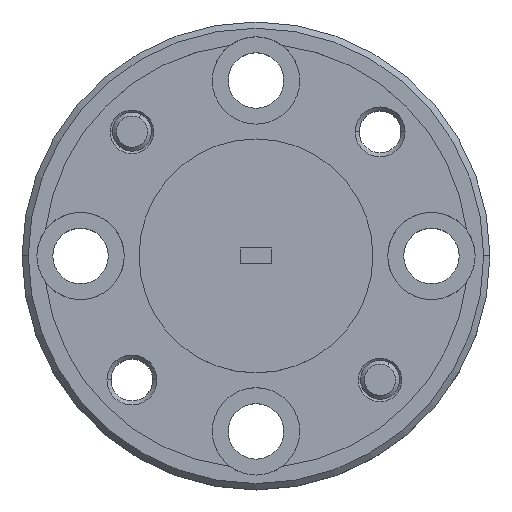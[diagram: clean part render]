
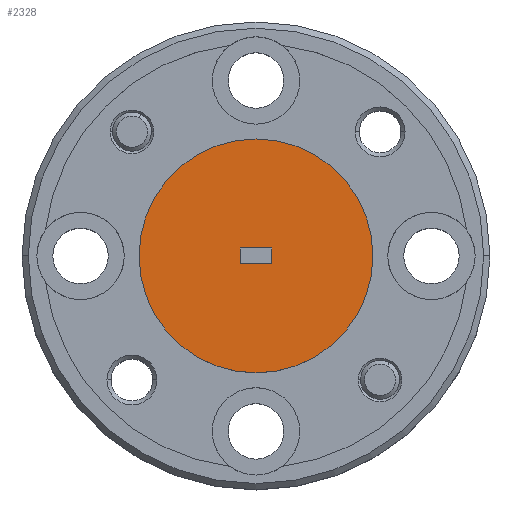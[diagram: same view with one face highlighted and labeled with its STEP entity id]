
A CAD part, top view. The second image highlights one B-rep face of the part: STEP entity #2328.
In plain terms, the highlighted planar face has unit normal (0, 0, 1).
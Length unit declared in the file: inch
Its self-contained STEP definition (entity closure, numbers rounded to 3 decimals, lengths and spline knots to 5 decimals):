
#63 = LINE ( 'NONE', #868, #1667 ) ;
#91 = VECTOR ( 'NONE', #1003, 39.37008 ) ;
#115 = ORIENTED_EDGE ( 'NONE', *, *, #2151, .F. ) ;
#117 = LINE ( 'NONE', #1346, #1025 ) ;
#185 = CIRCLE ( 'NONE', #516, 0.1875 ) ;
#336 = CARTESIAN_POINT ( 'NONE',  ( -2.64925, 0.06624, 1.95192 ) ) ;
#359 = ORIENTED_EDGE ( 'NONE', *, *, #738, .F. ) ;
#399 = CARTESIAN_POINT ( 'NONE',  ( -2.83675, 0.06624, 1.95192 ) ) ;
#406 = EDGE_CURVE ( 'NONE', #1309, #1732, #185, .T. ) ;
#468 = VERTEX_POINT ( 'NONE', #2134 ) ;
#516 = AXIS2_PLACEMENT_3D ( 'NONE', #1661, #1465, #2066 ) ;
#579 = LINE ( 'NONE', #1397, #91 ) ;
#627 = DIRECTION ( 'NONE',  ( 1., 0., 0. ) ) ;
#658 = CARTESIAN_POINT ( 'NONE',  ( -2.81125, 0.05349, 1.95192 ) ) ;
#738 = EDGE_CURVE ( 'NONE', #999, #2569, #63, .T. ) ;
#749 = CARTESIAN_POINT ( 'NONE',  ( -3.02425, 0.06624, 1.95192 ) ) ;
#755 = LINE ( 'NONE', #1567, #2209 ) ;
#868 = CARTESIAN_POINT ( 'NONE',  ( -2.86225, 0.07899, 1.95192 ) ) ;
#892 = EDGE_CURVE ( 'NONE', #1732, #1309, #1796, .T. ) ;
#949 = AXIS2_PLACEMENT_3D ( 'NONE', #2062, #2486, #627 ) ;
#999 = VERTEX_POINT ( 'NONE', #2004 ) ;
#1003 = DIRECTION ( 'NONE',  ( 0., -1., 0. ) ) ;
#1025 = VECTOR ( 'NONE', #1743, 39.37008 ) ;
#1032 = EDGE_CURVE ( 'NONE', #2569, #468, #579, .T. ) ;
#1078 = AXIS2_PLACEMENT_3D ( 'NONE', #399, #1199, #1816 ) ;
#1131 = ORIENTED_EDGE ( 'NONE', *, *, #406, .T. ) ;
#1199 = DIRECTION ( 'NONE',  ( 0., 0., 1. ) ) ;
#1207 = EDGE_CURVE ( 'NONE', #468, #2033, #117, .T. ) ;
#1309 = VERTEX_POINT ( 'NONE', #749 ) ;
#1346 = CARTESIAN_POINT ( 'NONE',  ( -2.86225, 0.05349, 1.95192 ) ) ;
#1397 = CARTESIAN_POINT ( 'NONE',  ( -2.86225, 0.07899, 1.95192 ) ) ;
#1437 = EDGE_LOOP ( 'NONE', ( #115, #1642, #1610, #359 ) ) ;
#1465 = DIRECTION ( 'NONE',  ( 0., 0., 1. ) ) ;
#1498 = FACE_OUTER_BOUND ( 'NONE', #2268, .T. ) ;
#1567 = CARTESIAN_POINT ( 'NONE',  ( -2.81125, 0.07899, 1.95192 ) ) ;
#1610 = ORIENTED_EDGE ( 'NONE', *, *, #1032, .F. ) ;
#1642 = ORIENTED_EDGE ( 'NONE', *, *, #1207, .F. ) ;
#1661 = CARTESIAN_POINT ( 'NONE',  ( -2.83675, 0.06624, 1.95192 ) ) ;
#1667 = VECTOR ( 'NONE', #1673, 39.37008 ) ;
#1673 = DIRECTION ( 'NONE',  ( -1., 0., 0. ) ) ;
#1732 = VERTEX_POINT ( 'NONE', #336 ) ;
#1743 = DIRECTION ( 'NONE',  ( 1., 0., 0. ) ) ;
#1763 = CARTESIAN_POINT ( 'NONE',  ( -2.86225, 0.07899, 1.95192 ) ) ;
#1796 = CIRCLE ( 'NONE', #1078, 0.1875 ) ;
#1816 = DIRECTION ( 'NONE',  ( 1., 0., 0. ) ) ;
#2004 = CARTESIAN_POINT ( 'NONE',  ( -2.81125, 0.07899, 1.95192 ) ) ;
#2033 = VERTEX_POINT ( 'NONE', #658 ) ;
#2053 = PLANE ( 'NONE',  #949 ) ;
#2062 = CARTESIAN_POINT ( 'NONE',  ( -2.83675, 0.06624, 1.95192 ) ) ;
#2066 = DIRECTION ( 'NONE',  ( 1., 0., 0. ) ) ;
#2134 = CARTESIAN_POINT ( 'NONE',  ( -2.86225, 0.05349, 1.95192 ) ) ;
#2151 = EDGE_CURVE ( 'NONE', #2033, #999, #755, .T. ) ;
#2209 = VECTOR ( 'NONE', #2542, 39.37008 ) ;
#2268 = EDGE_LOOP ( 'NONE', ( #2557, #1131 ) ) ;
#2284 = FACE_BOUND ( 'NONE', #1437, .T. ) ;
#2328 = ADVANCED_FACE ( 'NONE', ( #2284, #1498 ), #2053, .T. ) ;
#2486 = DIRECTION ( 'NONE',  ( 0., 0., 1. ) ) ;
#2542 = DIRECTION ( 'NONE',  ( 0., 1., 0. ) ) ;
#2557 = ORIENTED_EDGE ( 'NONE', *, *, #892, .T. ) ;
#2569 = VERTEX_POINT ( 'NONE', #1763 ) ;
